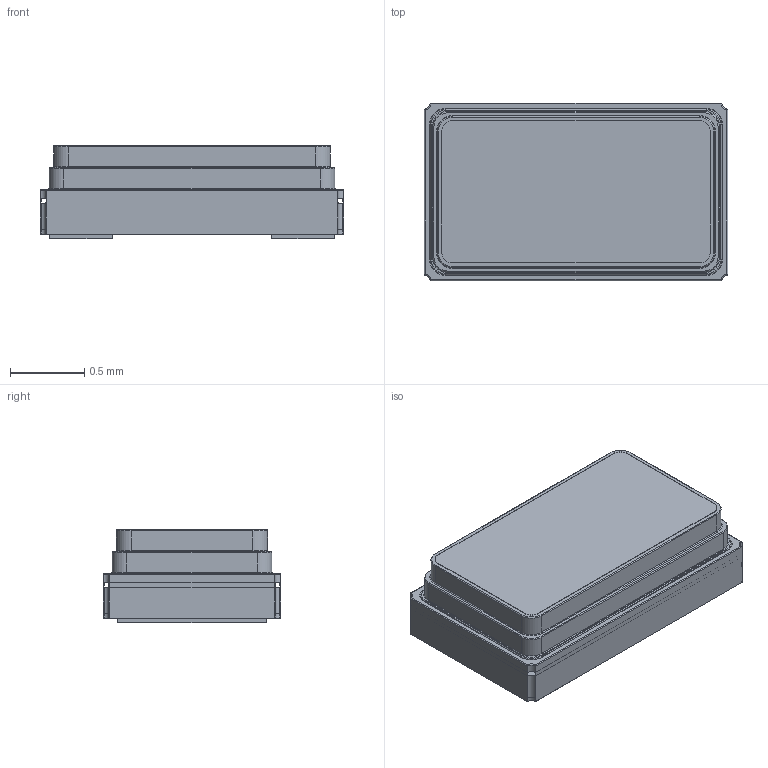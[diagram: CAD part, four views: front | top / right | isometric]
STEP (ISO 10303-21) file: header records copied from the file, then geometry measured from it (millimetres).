
FILE_DESCRIPTION(/* description */ ('model of Crystal_SMD_2012-2Pin_2.0x1.2mm'),/* implementation_level */ '2;1');
FILE_NAME(/* name */ 'Crystal_SMD_2012-2Pin_2.0x1.2mm.step',/* time_stamp */ '2020-04-24T14:51:18',/* author */ ('kicad StepUp','ksu'),/* organization */ ('FreeCAD'),/* preprocessor_version */ 'OCC',/* originating_system */ 'kicad StepUp',/* authorisation */ '');
FILE_SCHEMA(('AUTOMOTIVE_DESIGN { 1 0 10303 214 1 1 1 1 }'));
Length unit declared in the file: millimetre
Products named in the file (1): Crystal_SMD_2012_2Pin_20x12mm
Bounding box: 2.05 x 1.2 x 0.63 mm (x, y, z)
Volume: 1.4 mm3; surface area: 9.6 mm2
Topology: 1 solids, 1 shells, 154 faces, 368 edges, 216 vertices
Faces by surface type: cylinder 68, plane 50, torus 36
Entity records: 5613 total; most frequent: CARTESIAN_POINT 843, DIRECTION 838, ORIENTED_EDGE 736, EDGE_CURVE 368, AXIS2_PLACEMENT_3D 323, VERTEX_POINT 216, LINE 192, VECTOR 192
